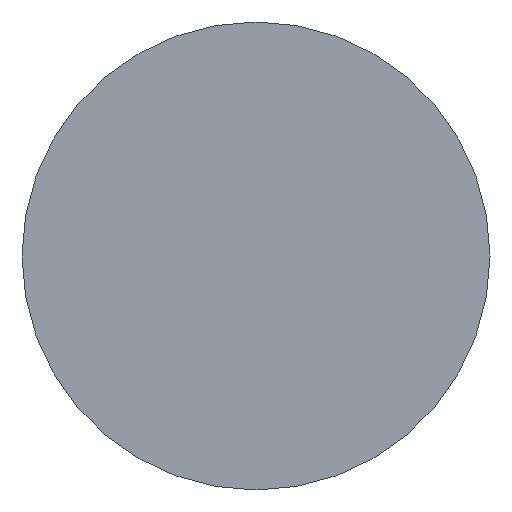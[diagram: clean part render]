
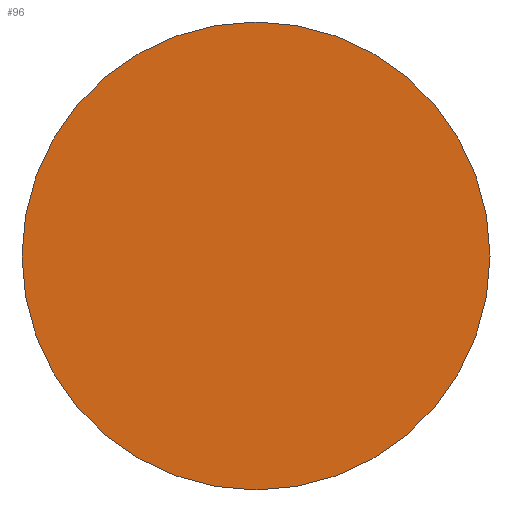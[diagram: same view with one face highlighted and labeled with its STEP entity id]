
A CAD part, top view. The second image highlights one B-rep face of the part: STEP entity #96.
In plain terms, the highlighted planar face has unit normal (0, 0, 1).
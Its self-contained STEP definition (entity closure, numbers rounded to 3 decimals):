
#96 = ADVANCED_FACE('',(#97),#110,.T.);
#97 = FACE_BOUND('',#98,.T.);
#98 = EDGE_LOOP('',(#99));
#99 = ORIENTED_EDGE('',*,*,#100,.T.);
#100 = EDGE_CURVE('',#101,#101,#103,.T.);
#101 = VERTEX_POINT('',#102);
#102 = CARTESIAN_POINT('',(2.25,0.,0.));
#103 = SURFACE_CURVE('',#104,(#109),.PCURVE_S1.);
#104 = CIRCLE('',#105,2.25);
#105 = AXIS2_PLACEMENT_3D('',#106,#107,#108);
#106 = CARTESIAN_POINT('',(0.,0.,0.));
#107 = DIRECTION('',(0.,0.,1.));
#108 = DIRECTION('',(1.,0.,-0.));
#109 = PCURVE('',#110,#115);
#110 = PLANE('',#111);
#111 = AXIS2_PLACEMENT_3D('',#112,#113,#114);
#112 = CARTESIAN_POINT('',(0.,0.,0.));
#113 = DIRECTION('',(0.,0.,1.));
#114 = DIRECTION('',(1.,0.,-0.));
#115 = DEFINITIONAL_REPRESENTATION('',(#116),#120);
#116 = CIRCLE('',#117,2.25);
#117 = AXIS2_PLACEMENT_2D('',#118,#119);
#118 = CARTESIAN_POINT('',(0.,0.));
#119 = DIRECTION('',(1.,0.));
#120 = ( GEOMETRIC_REPRESENTATION_CONTEXT(2) 
PARAMETRIC_REPRESENTATION_CONTEXT() REPRESENTATION_CONTEXT('2D SPACE',''
  ) );
